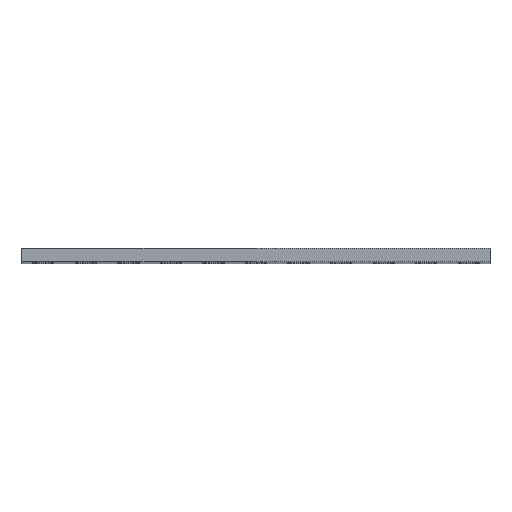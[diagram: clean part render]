
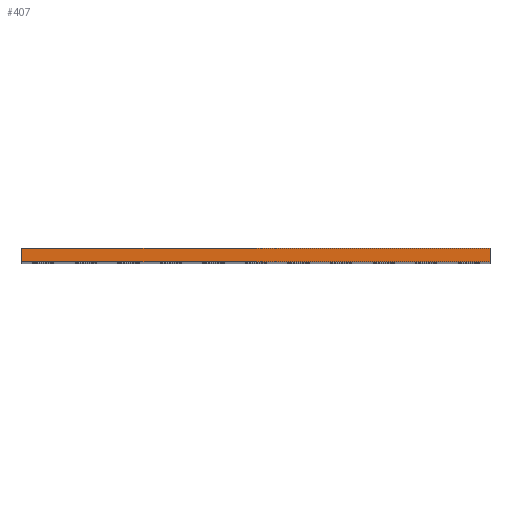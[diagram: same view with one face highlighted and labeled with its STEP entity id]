
A CAD part, top view. The second image highlights one B-rep face of the part: STEP entity #407.
In plain terms, the highlighted planar face has unit normal (0, 0, 1).
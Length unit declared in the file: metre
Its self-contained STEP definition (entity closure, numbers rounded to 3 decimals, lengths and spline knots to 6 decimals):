
#407 = ADVANCED_FACE( 'NONE', ( #1132 ), #1133, .F. );
#1132 = FACE_OUTER_BOUND( '', #3071, .T. );
#1133 = PLANE( '', #3072 );
#3071 = EDGE_LOOP( '', ( #5062, #5063, #5064, #5065 ) );
#3072 = AXIS2_PLACEMENT_3D( '', #5066, #5067, #5068 );
#5062 = ORIENTED_EDGE( '', *, *, #7575, .T. );
#5063 = ORIENTED_EDGE( '', *, *, #7576, .F. );
#5064 = ORIENTED_EDGE( '', *, *, #7577, .F. );
#5065 = ORIENTED_EDGE( '', *, *, #7578, .T. );
#5066 = CARTESIAN_POINT( '', ( 0.076, 0.0025, 0.228 ) );
#5067 = DIRECTION( '', ( 0., 0., -1. ) );
#5068 = DIRECTION( '', ( 0., -1., 0. ) );
#7575 = EDGE_CURVE( 'NONE', #8608, #8609, #8610, .T. );
#7576 = EDGE_CURVE( 'NONE', #8611, #8609, #8612, .T. );
#7577 = EDGE_CURVE( 'NONE', #8613, #8611, #8614, .T. );
#7578 = EDGE_CURVE( 'NONE', #8613, #8608, #8615, .T. );
#8608 = VERTEX_POINT( 'NONE', #10229 );
#8609 = VERTEX_POINT( 'NONE', #10230 );
#8610 = LINE( '', #10231, #10232 );
#8611 = VERTEX_POINT( 'NONE', #10233 );
#8612 = LINE( '', #10234, #10235 );
#8613 = VERTEX_POINT( 'NONE', #10236 );
#8614 = LINE( '', #10237, #10238 );
#8615 = LINE( '', #10239, #10240 );
#10229 = CARTESIAN_POINT( '', ( -0.004, 0., 0.228 ) );
#10230 = CARTESIAN_POINT( '', ( 0.084, 0., 0.228 ) );
#10231 = CARTESIAN_POINT( '', ( 0.076, 0., 0.228 ) );
#10232 = VECTOR( '', #11890, 1. );
#10233 = CARTESIAN_POINT( '', ( 0.084, 0.0025, 0.228 ) );
#10234 = CARTESIAN_POINT( '', ( 0.084, 0.0025, 0.228 ) );
#10235 = VECTOR( '', #11891, 1. );
#10236 = CARTESIAN_POINT( '', ( -0.004, 0.0025, 0.228 ) );
#10237 = CARTESIAN_POINT( '', ( 0.076, 0.0025, 0.228 ) );
#10238 = VECTOR( '', #11892, 1. );
#10239 = CARTESIAN_POINT( '', ( -0.004, 0.0025, 0.228 ) );
#10240 = VECTOR( '', #11893, 1. );
#11890 = DIRECTION( '', ( 1., 0., 0. ) );
#11891 = DIRECTION( '', ( 0., -1., 0. ) );
#11892 = DIRECTION( '', ( 1., 0., 0. ) );
#11893 = DIRECTION( '', ( 0., -1., 0. ) );
